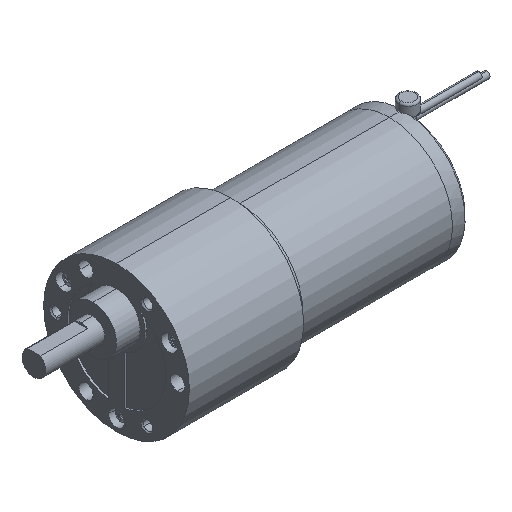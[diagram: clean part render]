
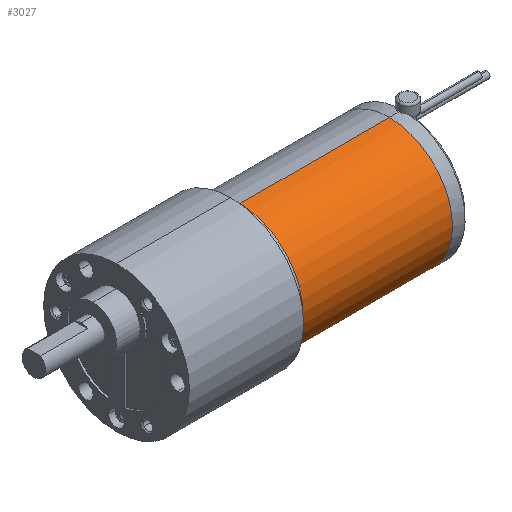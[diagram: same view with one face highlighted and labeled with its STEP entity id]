
A CAD part, isometric view. The second image highlights one B-rep face of the part: STEP entity #3027.
In plain terms, the highlighted cylindrical face has radius 16 mm (diameter 32 mm), a partial arc.
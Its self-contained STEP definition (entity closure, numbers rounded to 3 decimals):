
#2949=CARTESIAN_POINT('POINT3518',(31.3,0.,
   9.));
#2950=VERTEX_POINT('VERTEX3518',#2949);
#2959=CARTESIAN_POINT('POINT3519',(31.3,0.,
   -23.));
#2960=VERTEX_POINT('VERTEX3519',#2959);
#2968=CARTESIAN_POINT('POS5078',(31.3,0.,-7.));
#2969=DIRECTION('DIR7961',(-1.,0.,0.));
#2970=DIRECTION('DIR7962',(0.,0.,1.));
#2971=AXIS2_PLACEMENT_3D('AXIS2884',#2968,#2969,#2970);
#2972=CIRCLE('ELLIPSE1393',#2971,16.);
#2973=EDGE_CURVE('EDGE5635',#2960,#2950,#2972,.T.);
#2996=CARTESIAN_POINT('POINT3520',(69.3,0.,
   9.));
#2997=VERTEX_POINT('VERTEX3520',#2996);
#2998=CARTESIAN_POINT('POS5081',(50.3,0.,
   9.));
#2999=DIRECTION('DIR7967',(-1.,0.,0.));
#3000=VECTOR('VEC2195',#2999,1.);
#3001=LINE('STRAIGHT2195',#2998,#3000);
#3002=EDGE_CURVE('EDGE5637',#2997,#2950,#3001,.T.);
#3003=ORIENTED_EDGE('COEDGE11271',*,*,#3002,.T.);
#3004=ORIENTED_EDGE('COEDGE11272',*,*,#2973,.F.);
#3005=CARTESIAN_POINT('POINT3521',(69.3,0.,
   -23.));
#3006=VERTEX_POINT('VERTEX3521',#3005);
#3007=CARTESIAN_POINT('POS5082',(50.3,0.,
   -23.));
#3008=DIRECTION('DIR7968',(1.,0.,0.));
#3009=VECTOR('VEC2196',#3008,1.);
#3010=LINE('STRAIGHT2196',#3007,#3009);
#3011=EDGE_CURVE('EDGE5638',#2960,#3006,#3010,.T.);
#3012=ORIENTED_EDGE('COEDGE11273',*,*,#3011,.T.);
#3013=CARTESIAN_POINT('POS5083',(69.3,0.,-7.));
#3014=DIRECTION('DIR7969',(-1.,0.,0.));
#3015=DIRECTION('DIR7970',(0.,0.,1.));
#3016=AXIS2_PLACEMENT_3D('AXIS2887',#3013,#3014,#3015);
#3017=CIRCLE('ELLIPSE1395',#3016,16.);
#3018=EDGE_CURVE('EDGE5639',#3006,#2997,#3017,.T.);
#3019=ORIENTED_EDGE('COEDGE11274',*,*,#3018,.T.);
#3020=EDGE_LOOP('NONE',(#3003,#3004,#3012,#3019));
#3021=FACE_BOUND('LOOP1',#3020,.T.);
#3022=CARTESIAN_POINT('POS5084',(50.3,0.,-7.));
#3023=DIRECTION('DIR7971',(-1.,0.,0.));
#3024=DIRECTION('DIR7972',(0.,0.,1.));
#3025=AXIS2_PLACEMENT_3D('AXIS2888',#3022,#3023,#3024);
#3026=CYLINDRICAL_SURFACE('CONE_SURF595',#3025,16.);
#3027=ADVANCED_FACE('FACE2537',(#3021),#3026,.T.);
